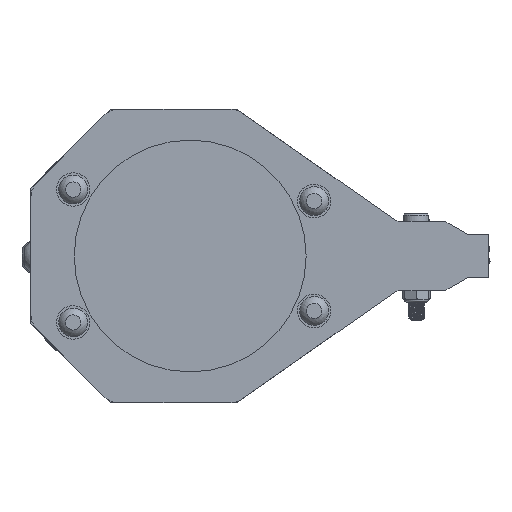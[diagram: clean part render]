
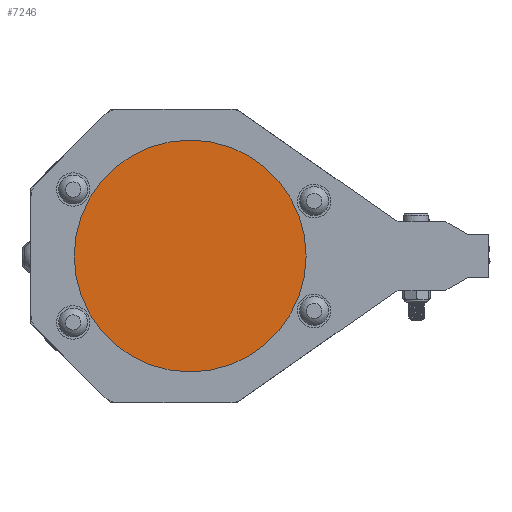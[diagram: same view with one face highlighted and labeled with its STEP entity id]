
A CAD part, left-side view. The second image highlights one B-rep face of the part: STEP entity #7246.
In plain terms, the highlighted planar face has unit normal (-1, 0, 0).
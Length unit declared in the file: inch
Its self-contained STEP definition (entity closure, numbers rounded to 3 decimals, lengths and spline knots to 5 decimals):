
#1569=PLANE('',#8048);
#1953=CIRCLE('',#8047,1.5);
#2530=FACE_OUTER_BOUND('',#3179,.T.);
#3179=EDGE_LOOP('',(#6440));
#3950=VERTEX_POINT('',#30346);
#4836=EDGE_CURVE('',#3950,#3950,#1953,.T.);
#6440=ORIENTED_EDGE('',*,*,#4836,.T.);
#7246=ADVANCED_FACE('',(#2530),#1569,.T.);
#8047=AXIS2_PLACEMENT_3D('',#30347,#9850,#9851);
#8048=AXIS2_PLACEMENT_3D('',#30348,#9852,#9853);
#9850=DIRECTION('center_axis',(-1.,0.,0.));
#9851=DIRECTION('ref_axis',(0.,0.,
-1.));
#9852=DIRECTION('center_axis',(-1.,0.,0.));
#9853=DIRECTION('ref_axis',(0.,0.,1.));
#30346=CARTESIAN_POINT('',(1.2329,0.,1.19884));
#30347=CARTESIAN_POINT('Origin',(1.2329,0.,
-0.30116));
#30348=CARTESIAN_POINT('Origin',(1.2329,0.,
-0.30116));
